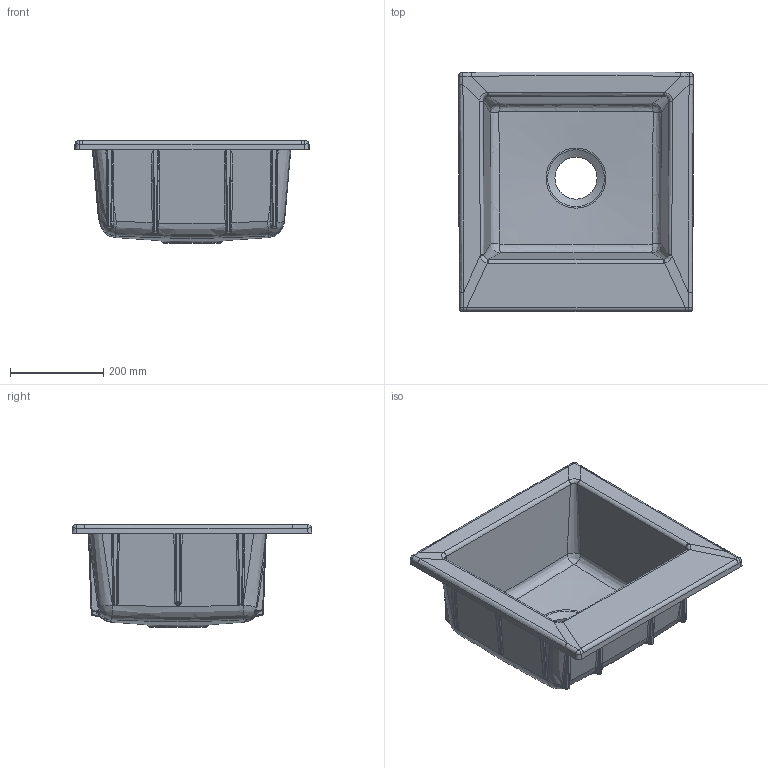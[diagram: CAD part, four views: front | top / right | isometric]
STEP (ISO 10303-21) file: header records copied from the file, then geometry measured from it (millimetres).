
FILE_DESCRIPTION(/* description */ (''),/* implementation_level */ '2;1');
FILE_NAME(/* name */ 'Spuele_3315_Subway_50.stp',/* time_stamp */ '2019-02-27T07:59:56+01:00',/* author */ (''),/* organization */ (''),/* preprocessor_version */ 'ST-DEVELOPER v16',/* originating_system */ 'SIEMENS PLM Software NX 10.0',/* authorisation */ '');
FILE_SCHEMA (('AUTOMOTIVE_DESIGN { 1 0 10303 214 3 1 1 1 }'));
Length unit declared in the file: millimetre
Products named in the file (1): Sier2248772Cklpo
Bounding box: 502.61 x 512.89 x 219.95 mm (x, y, z)
Volume: 7492489 mm3; surface area: 1017456.6 mm2
Topology: 1 solids, 1 shells, 305 faces, 761 edges, 451 vertices
Faces by surface type: bspline 174, plane 52, cylinder 51, cone 21, sphere 4, torus 3
Full cylindrical faces by diameter (mm): 90 x1
Entity records: 13078 total; most frequent: CARTESIAN_POINT 7454, ORIENTED_EDGE 1476, DIRECTION 753, EDGE_CURVE 738, VERTEX_POINT 442, B_SPLINE_CURVE_WITH_KNOTS 357, EDGE_LOOP 314, AXIS2_PLACEMENT_3D 314
